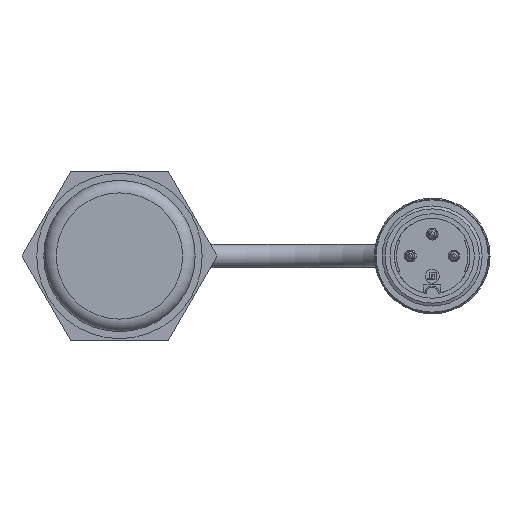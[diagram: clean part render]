
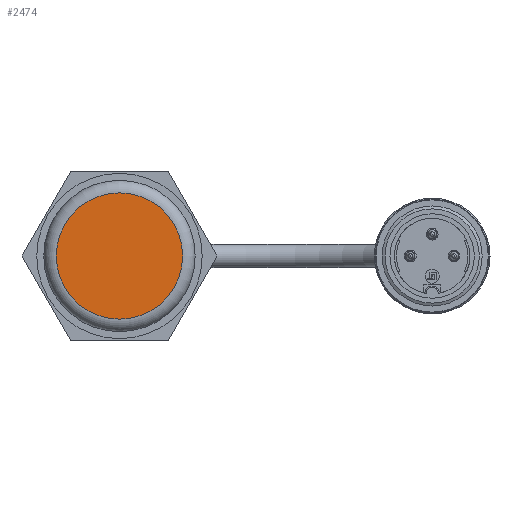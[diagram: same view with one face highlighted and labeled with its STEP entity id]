
A CAD part, left-side view. The second image highlights one B-rep face of the part: STEP entity #2474.
In plain terms, the highlighted planar face has unit normal (-1, 0, 0).
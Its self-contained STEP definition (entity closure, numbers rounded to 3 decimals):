
#416=PLANE('',#2671);
#604=FACE_OUTER_BOUND('',#773,.T.);
#773=EDGE_LOOP('',(#1693));
#1032=CIRCLE('',#2669,10.1);
#1164=VERTEX_POINT('',#3710);
#1390=EDGE_CURVE('',#1164,#1164,#1032,.T.);
#1693=ORIENTED_EDGE('',*,*,#1390,.F.);
#2474=ADVANCED_FACE('',(#604),#416,.T.);
#2669=AXIS2_PLACEMENT_3D('',#3711,#2966,#2967);
#2671=AXIS2_PLACEMENT_3D('',#3714,#2970,#2971);
#2966=DIRECTION('center_axis',(1.,0.,0.));
#2967=DIRECTION('ref_axis',(0.,-1.,0.));
#2970=DIRECTION('center_axis',(-1.,0.,0.));
#2971=DIRECTION('ref_axis',(0.,0.,1.));
#3710=CARTESIAN_POINT('',(-45.,10.1,0.));
#3711=CARTESIAN_POINT('Origin',(-45.,0.,0.));
#3714=CARTESIAN_POINT('Origin',(-45.,12.1,0.));
